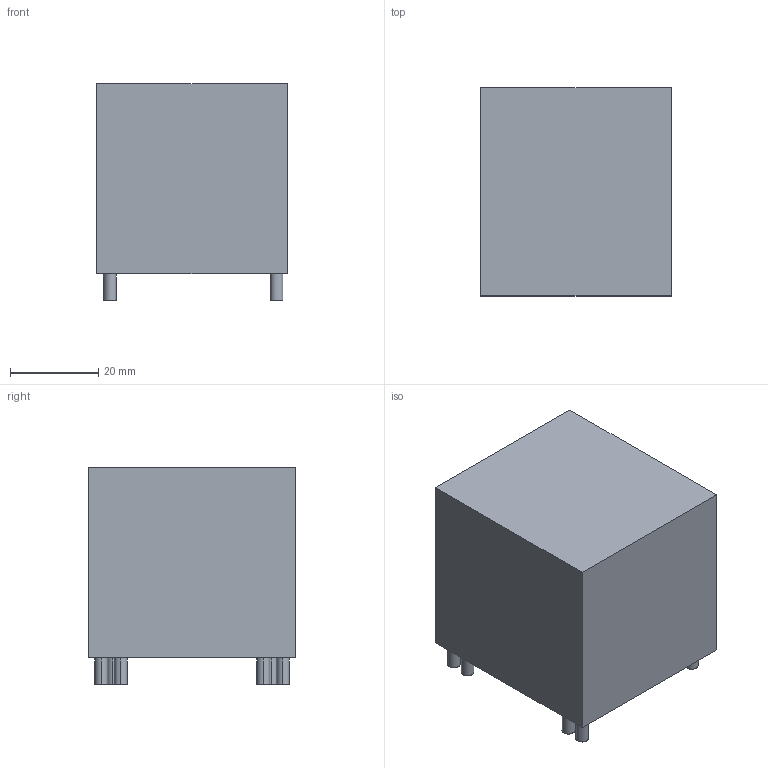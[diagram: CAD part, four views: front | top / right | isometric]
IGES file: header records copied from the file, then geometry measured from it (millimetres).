
Start section: SolidWorks IGES file using analytic representation for surfaces
Global section: file name: BC3.5LHB0.5T.IGS; native system: SolidWorks 2018; preprocessor: SolidWorks 2018; author: hoang.le; date: 190308.125958; units: millimetre
Bounding box: 43 x 47 x 48.9 mm (x, y, z)
Surface area: 12104.5 mm2 (no closed solid volume)
Topology: 0 solids, 0 shells, 24 faces, 456 edges, 456 vertices
Faces by surface type: revolution 12, bspline 12
